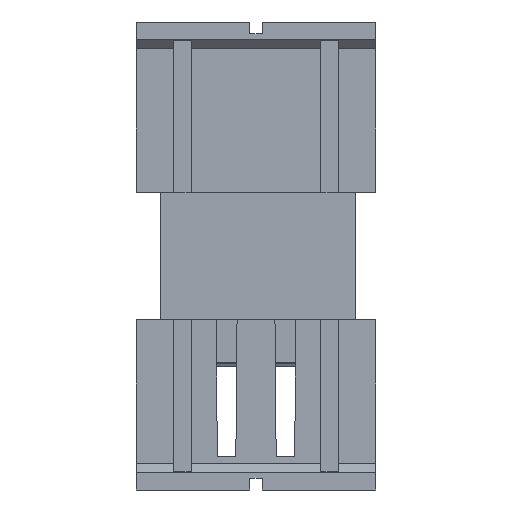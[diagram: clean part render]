
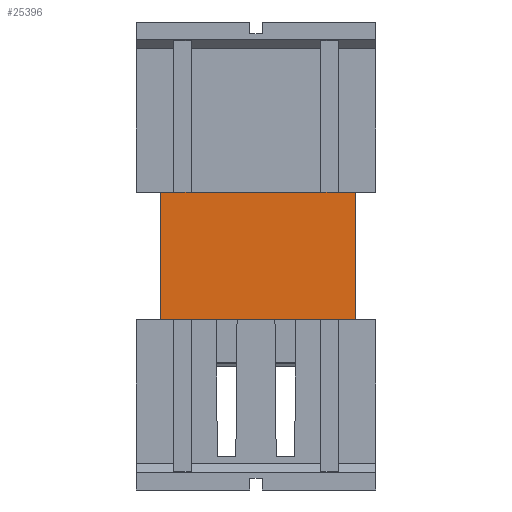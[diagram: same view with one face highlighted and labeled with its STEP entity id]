
A CAD part, front view. The second image highlights one B-rep face of the part: STEP entity #25396.
In plain terms, the highlighted planar face has unit normal (0, -1, 0).
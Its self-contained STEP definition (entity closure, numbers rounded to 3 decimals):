
#23513=CARTESIAN_POINT('',(4.285,-1.125,-6.5));
#23514=VERTEX_POINT('',#23513);
#23521=CARTESIAN_POINT('',(-4.132,-1.125,-6.5));
#23522=VERTEX_POINT('',#23521);
#23523=CARTESIAN_POINT('',(4.285,-1.125,-6.5));
#23524=DIRECTION('',(-1.,0.,0.));
#23525=VECTOR('',#23524,8.417);
#23526=LINE('',#23523,#23525);
#23527=EDGE_CURVE('',#23514,#23522,#23526,.T.);
#25356=CARTESIAN_POINT('',(4.285,-1.125,-0.5));
#25357=VERTEX_POINT('',#25356);
#25364=CARTESIAN_POINT('',(4.285,-1.125,-6.5));
#25365=DIRECTION('',(0.,0.,1.));
#25366=VECTOR('',#25365,6.);
#25367=LINE('',#25364,#25366);
#25368=EDGE_CURVE('',#23514,#25357,#25367,.T.);
#25373=CARTESIAN_POINT('',(0.076,-1.125,-3.5));
#25374=DIRECTION('',(1.,0.,0.));
#25375=DIRECTION('',(0.,-1.,0.));
#25376=AXIS2_PLACEMENT_3D('',#25373,#25375,#25374);
#25377=PLANE('',#25376);
#25378=ORIENTED_EDGE('',*,*,#23527,.F.);
#25379=ORIENTED_EDGE('',*,*,#25368,.T.);
#25380=CARTESIAN_POINT('',(-4.132,-1.125,-0.5));
#25381=VERTEX_POINT('',#25380);
#25382=CARTESIAN_POINT('',(-4.132,-1.125,-0.5));
#25383=DIRECTION('',(1.,0.,0.));
#25384=VECTOR('',#25383,8.417);
#25385=LINE('',#25382,#25384);
#25386=EDGE_CURVE('',#25381,#25357,#25385,.T.);
#25387=ORIENTED_EDGE('',*,*,#25386,.F.);
#25388=CARTESIAN_POINT('',(-4.132,-1.125,-6.5));
#25389=DIRECTION('',(0.,0.,1.));
#25390=VECTOR('',#25389,6.);
#25391=LINE('',#25388,#25390);
#25392=EDGE_CURVE('',#23522,#25381,#25391,.T.);
#25393=ORIENTED_EDGE('',*,*,#25392,.F.);
#25394=EDGE_LOOP('',(#25378,#25379,#25387,#25393));
#25395=FACE_OUTER_BOUND('',#25394,.T.);
#25396=ADVANCED_FACE('',(#25395),#25377,.T.);
